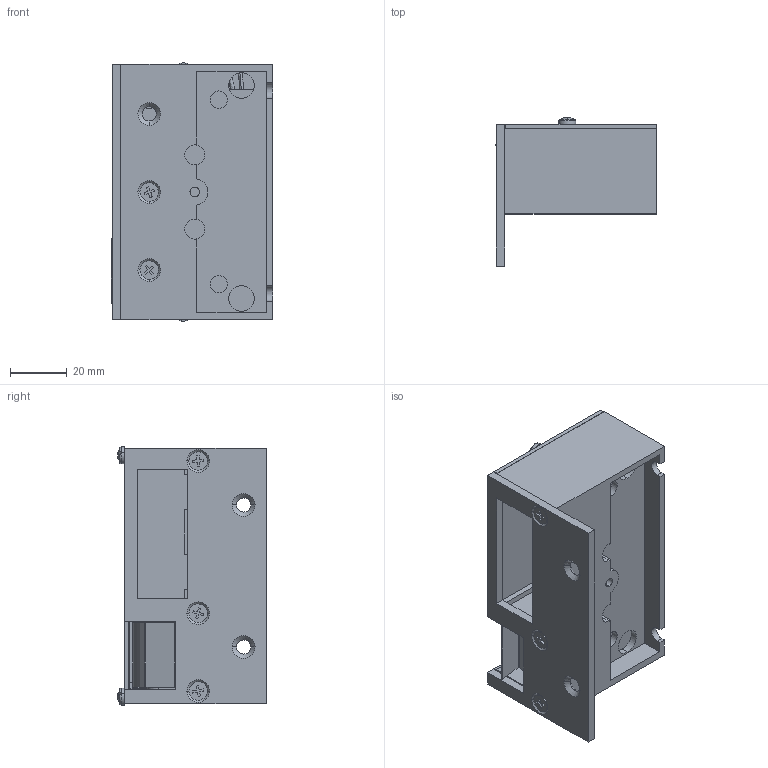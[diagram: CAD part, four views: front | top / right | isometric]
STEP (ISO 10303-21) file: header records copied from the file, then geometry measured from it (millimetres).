
FILE_DESCRIPTION (( 'STEP AP214' ), '1' );
FILE_NAME ('SEA190R_STPALL2.STEP', '2024-06-18T08:32:42', ( '' ), ( '' ), 'SwSTEP 2.0', 'SolidWorks 2020', '' );
FILE_SCHEMA (( 'AUTOMOTIVE_DESIGN' ));
Length unit declared in the file: millimetre
Products named in the file (11): ISO 7046-1 - M4 x 25 - Z - 25N_ISO 7046-1 - M4 x 25 - Z - 25N; SEA190R_STPALL2; S24 ARMADURA_1; S24 PORTA PESTILLO_1; TORNILLO M4X8_1; S24 PESTILLO_1; S24 BOFETON_1; S24 CAJA GRANDE; S24 TAPA LATERAL_1; CAJA MECANISMOS_1; TORNILLO M3X5_1
Assembly tree (15 placements, depth 2):
  SEA190R_STPALL2
    S24 CAJA GRANDE
    S24 BOFETON_1
    S24 PORTA PESTILLO_1
    S24 PESTILLO_1
    S24 ARMADURA_1
    S24 TAPA LATERAL_1
    TORNILLO M3X5_1  x2
    TORNILLO M4X8_1  x5
    CAJA MECANISMOS_1
    ISO 7046-1 - M4 x 25 - Z - 25N_ISO 7046-1 - M4 x 25 - Z - 25N
Bounding box: 56.87 x 52.37 x 90.95 mm (x, y, z)
Volume: 79694.1 mm3; surface area: 81960.2 mm2
Topology: 20 solids, 20 shells, 787 faces, 2052 edges, 1344 vertices
Faces by surface type: plane 500, bspline 115, cylinder 110, cone 60, torus 2
Entity records: 25980 total; most frequent: CARTESIAN_POINT 5423, ORIENTED_EDGE 3564, DIRECTION 2979, EDGE_CURVE 1782, LINE 1283, VECTOR 1283, VERTEX_POINT 1168, AXIS2_PLACEMENT_3D 848
